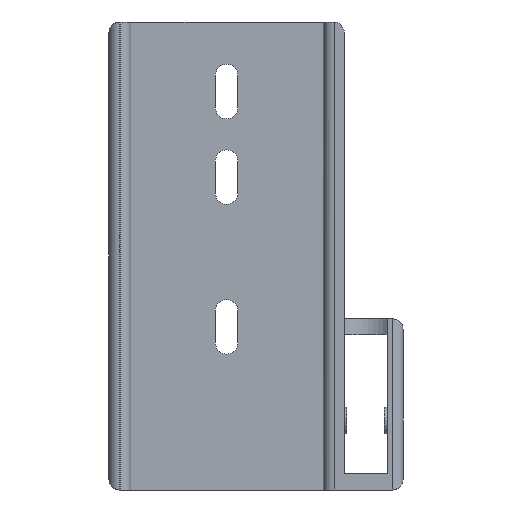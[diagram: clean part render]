
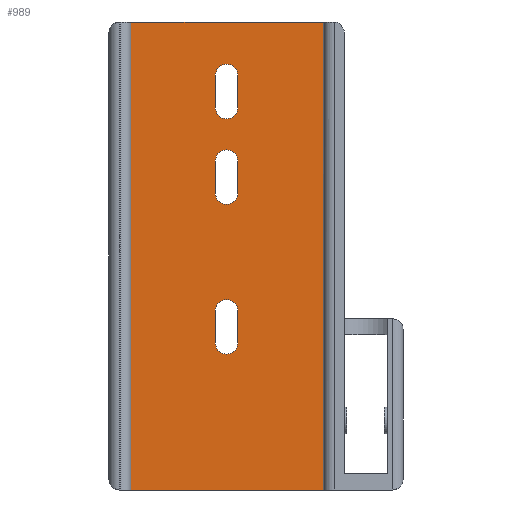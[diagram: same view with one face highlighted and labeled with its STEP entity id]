
A CAD part, front view. The second image highlights one B-rep face of the part: STEP entity #989.
In plain terms, the highlighted planar face has unit normal (0, -1, 0).
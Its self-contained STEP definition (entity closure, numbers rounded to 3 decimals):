
#20=FACE_BOUND('',#182,.T.);
#21=FACE_BOUND('',#183,.T.);
#22=FACE_BOUND('',#184,.T.);
#46=PLANE('',#1095);
#120=FACE_OUTER_BOUND('',#181,.T.);
#181=EDGE_LOOP('',(#819,#820,#821,#822));
#182=EDGE_LOOP('',(#823,#824,#825,#826));
#183=EDGE_LOOP('',(#827,#828,#829,#830));
#184=EDGE_LOOP('',(#831,#832,#833,#834));
#217=LINE('',#1489,#305);
#225=LINE('',#1506,#313);
#231=LINE('',#1520,#319);
#261=LINE('',#1631,#349);
#262=LINE('',#1635,#350);
#263=LINE('',#1639,#351);
#264=LINE('',#1643,#352);
#265=LINE('',#1647,#353);
#266=LINE('',#1651,#354);
#267=LINE('',#1655,#355);
#305=VECTOR('',#1166,10.);
#313=VECTOR('',#1178,10.);
#319=VECTOR('',#1188,10.);
#349=VECTOR('',#1322,10.);
#350=VECTOR('',#1325,10.);
#351=VECTOR('',#1328,10.);
#352=VECTOR('',#1331,10.);
#353=VECTOR('',#1334,10.);
#354=VECTOR('',#1337,10.);
#355=VECTOR('',#1340,10.);
#415=CIRCLE('',#1096,2.1);
#416=CIRCLE('',#1097,2.1);
#417=CIRCLE('',#1098,2.1);
#418=CIRCLE('',#1099,2.1);
#419=CIRCLE('',#1100,2.1);
#420=CIRCLE('',#1101,2.1);
#447=VERTEX_POINT('',#1486);
#448=VERTEX_POINT('',#1488);
#455=VERTEX_POINT('',#1504);
#461=VERTEX_POINT('',#1518);
#491=VERTEX_POINT('',#1633);
#492=VERTEX_POINT('',#1634);
#493=VERTEX_POINT('',#1636);
#494=VERTEX_POINT('',#1638);
#495=VERTEX_POINT('',#1641);
#496=VERTEX_POINT('',#1642);
#497=VERTEX_POINT('',#1644);
#498=VERTEX_POINT('',#1646);
#499=VERTEX_POINT('',#1649);
#500=VERTEX_POINT('',#1650);
#501=VERTEX_POINT('',#1652);
#502=VERTEX_POINT('',#1654);
#540=EDGE_CURVE('',#447,#448,#217,.T.);
#549=EDGE_CURVE('',#447,#455,#225,.T.);
#556=EDGE_CURVE('',#461,#455,#231,.T.);
#611=EDGE_CURVE('',#461,#448,#261,.T.);
#612=EDGE_CURVE('',#491,#492,#262,.T.);
#613=EDGE_CURVE('',#492,#493,#415,.T.);
#614=EDGE_CURVE('',#493,#494,#263,.T.);
#615=EDGE_CURVE('',#494,#491,#416,.T.);
#616=EDGE_CURVE('',#495,#496,#264,.T.);
#617=EDGE_CURVE('',#496,#497,#417,.T.);
#618=EDGE_CURVE('',#497,#498,#265,.T.);
#619=EDGE_CURVE('',#498,#495,#418,.T.);
#620=EDGE_CURVE('',#499,#500,#266,.T.);
#621=EDGE_CURVE('',#500,#501,#419,.T.);
#622=EDGE_CURVE('',#501,#502,#267,.T.);
#623=EDGE_CURVE('',#502,#499,#420,.T.);
#819=ORIENTED_EDGE('',*,*,#611,.T.);
#820=ORIENTED_EDGE('',*,*,#540,.F.);
#821=ORIENTED_EDGE('',*,*,#549,.T.);
#822=ORIENTED_EDGE('',*,*,#556,.F.);
#823=ORIENTED_EDGE('',*,*,#612,.T.);
#824=ORIENTED_EDGE('',*,*,#613,.T.);
#825=ORIENTED_EDGE('',*,*,#614,.T.);
#826=ORIENTED_EDGE('',*,*,#615,.T.);
#827=ORIENTED_EDGE('',*,*,#616,.T.);
#828=ORIENTED_EDGE('',*,*,#617,.T.);
#829=ORIENTED_EDGE('',*,*,#618,.T.);
#830=ORIENTED_EDGE('',*,*,#619,.T.);
#831=ORIENTED_EDGE('',*,*,#620,.T.);
#832=ORIENTED_EDGE('',*,*,#621,.T.);
#833=ORIENTED_EDGE('',*,*,#622,.T.);
#834=ORIENTED_EDGE('',*,*,#623,.T.);
#989=ADVANCED_FACE('',(#120,#20,#21,#22),#46,.F.);
#1095=AXIS2_PLACEMENT_3D('',#1632,#1323,#1324);
#1096=AXIS2_PLACEMENT_3D('',#1637,#1326,#1327);
#1097=AXIS2_PLACEMENT_3D('',#1640,#1329,#1330);
#1098=AXIS2_PLACEMENT_3D('',#1645,#1332,#1333);
#1099=AXIS2_PLACEMENT_3D('',#1648,#1335,#1336);
#1100=AXIS2_PLACEMENT_3D('',#1653,#1338,#1339);
#1101=AXIS2_PLACEMENT_3D('',#1656,#1341,#1342);
#1166=DIRECTION('',(-1.,0.,0.));
#1178=DIRECTION('',(0.,0.,1.));
#1188=DIRECTION('',(1.,0.,0.));
#1322=DIRECTION('',(0.,0.,-1.));
#1323=DIRECTION('center_axis',(0.,1.,0.));
#1324=DIRECTION('ref_axis',(1.,0.,0.));
#1325=DIRECTION('',(0.,0.,-1.));
#1326=DIRECTION('center_axis',(0.,1.,0.));
#1327=DIRECTION('ref_axis',(1.,0.,0.));
#1328=DIRECTION('',(0.,0.,1.));
#1329=DIRECTION('center_axis',(0.,1.,0.));
#1330=DIRECTION('ref_axis',(-1.,0.,0.));
#1331=DIRECTION('',(0.,0.,1.));
#1332=DIRECTION('center_axis',(0.,1.,0.));
#1333=DIRECTION('ref_axis',(-1.,0.,0.));
#1334=DIRECTION('',(0.,0.,-1.));
#1335=DIRECTION('center_axis',(0.,1.,0.));
#1336=DIRECTION('ref_axis',(1.,0.,0.));
#1337=DIRECTION('',(0.,0.,-1.));
#1338=DIRECTION('center_axis',(0.,1.,0.));
#1339=DIRECTION('ref_axis',(1.,0.,0.));
#1340=DIRECTION('',(0.,0.,1.));
#1341=DIRECTION('center_axis',(0.,1.,0.));
#1342=DIRECTION('ref_axis',(-1.,0.,0.));
#1486=CARTESIAN_POINT('',(0.101,14.7,-17.));
#1488=CARTESIAN_POINT('',(-35.899,14.7,-17.));
#1489=CARTESIAN_POINT('',(-16.45,14.7,-17.));
#1504=CARTESIAN_POINT('',(0.101,14.7,70.5));
#1506=CARTESIAN_POINT('',(0.101,14.7,15.));
#1518=CARTESIAN_POINT('',(-35.899,14.7,70.5));
#1520=CARTESIAN_POINT('',(-26.95,14.7,70.5));
#1631=CARTESIAN_POINT('',(-35.899,14.7,20.875));
#1632=CARTESIAN_POINT('Origin',(-35.899,14.7,15.));
#1633=CARTESIAN_POINT('',(-15.9,14.7,44.5));
#1634=CARTESIAN_POINT('',(-15.9,14.7,38.5));
#1635=CARTESIAN_POINT('',(-15.9,14.7,26.75));
#1636=CARTESIAN_POINT('',(-20.1,14.7,38.5));
#1637=CARTESIAN_POINT('Origin',(-18.,14.7,38.5));
#1638=CARTESIAN_POINT('',(-20.1,14.7,44.5));
#1639=CARTESIAN_POINT('',(-20.1,14.7,29.75));
#1640=CARTESIAN_POINT('Origin',(-18.,14.7,44.5));
#1641=CARTESIAN_POINT('',(-20.1,14.7,54.5));
#1642=CARTESIAN_POINT('',(-20.1,14.7,60.5));
#1643=CARTESIAN_POINT('',(-20.1,14.7,37.75));
#1644=CARTESIAN_POINT('',(-15.9,14.7,60.5));
#1645=CARTESIAN_POINT('Origin',(-18.,14.7,60.5));
#1646=CARTESIAN_POINT('',(-15.9,14.7,54.5));
#1647=CARTESIAN_POINT('',(-15.9,14.7,34.75));
#1648=CARTESIAN_POINT('Origin',(-18.,14.7,54.5));
#1649=CARTESIAN_POINT('',(-15.9,14.7,16.5));
#1650=CARTESIAN_POINT('',(-15.9,14.7,10.5));
#1651=CARTESIAN_POINT('',(-15.9,14.7,12.75));
#1652=CARTESIAN_POINT('',(-20.1,14.7,10.5));
#1653=CARTESIAN_POINT('Origin',(-18.,14.7,10.5));
#1654=CARTESIAN_POINT('',(-20.1,14.7,16.5));
#1655=CARTESIAN_POINT('',(-20.1,14.7,15.75));
#1656=CARTESIAN_POINT('Origin',(-18.,14.7,16.5));
